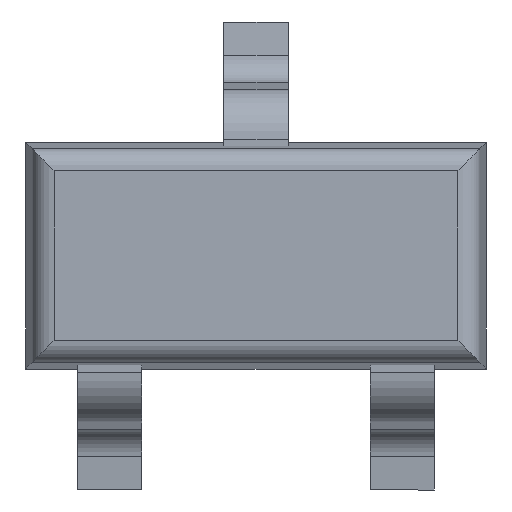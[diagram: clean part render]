
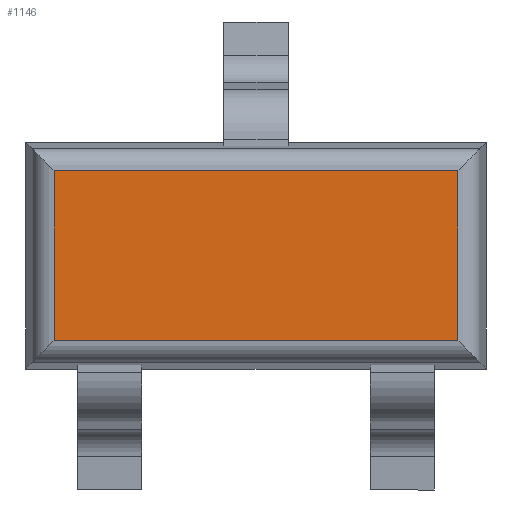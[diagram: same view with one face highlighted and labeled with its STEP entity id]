
A CAD part, top view. The second image highlights one B-rep face of the part: STEP entity #1146.
In plain terms, the highlighted planar face has unit normal (0, 0, 1).
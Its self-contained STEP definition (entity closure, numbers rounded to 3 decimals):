
#352=ORIENTED_EDGE('',*,*,#550,.T.);
#353=ORIENTED_EDGE('',*,*,#551,.T.);
#354=ORIENTED_EDGE('',*,*,#552,.T.);
#355=ORIENTED_EDGE('',*,*,#553,.T.);
#550=EDGE_CURVE('',#670,#671,#780,.T.);
#551=EDGE_CURVE('',#671,#672,#781,.T.);
#552=EDGE_CURVE('',#672,#673,#782,.T.);
#553=EDGE_CURVE('',#673,#670,#783,.T.);
#670=VERTEX_POINT('',#1927);
#671=VERTEX_POINT('',#1928);
#672=VERTEX_POINT('',#1930);
#673=VERTEX_POINT('',#1932);
#780=LINE('',#1926,#898);
#781=LINE('',#1929,#899);
#782=LINE('',#1931,#900);
#783=LINE('',#1933,#901);
#898=VECTOR('',#1585,1000.);
#899=VECTOR('',#1586,1000.);
#900=VECTOR('',#1587,1000.);
#901=VECTOR('',#1588,1000.);
#974=EDGE_LOOP('',(#352,#353,#354,#355));
#1040=FACE_BOUND('',#974,.T.);
#1088=PLANE('',#1294);
#1146=ADVANCED_FACE('',(#1040),#1088,.T.);
#1294=AXIS2_PLACEMENT_3D('',#1925,#1583,#1584);
#1583=DIRECTION('',(0.,0.,1.));
#1584=DIRECTION('',(1.,0.,0.));
#1585=DIRECTION('',(-1.,0.,0.));
#1586=DIRECTION('',(0.,-1.,0.));
#1587=DIRECTION('',(1.,0.,0.));
#1588=DIRECTION('',(0.,1.,0.));
#1925=CARTESIAN_POINT('',(0.,0.,0.25));
#1926=CARTESIAN_POINT('',(0.,0.69,0.25));
#1927=CARTESIAN_POINT('',(0.29,0.69,0.25));
#1928=CARTESIAN_POINT('',(-0.29,0.69,0.25));
#1929=CARTESIAN_POINT('',(-0.29,0.,0.25));
#1930=CARTESIAN_POINT('',(-0.29,-0.69,0.25));
#1931=CARTESIAN_POINT('',(0.,-0.69,0.25));
#1932=CARTESIAN_POINT('',(0.29,-0.69,0.25));
#1933=CARTESIAN_POINT('',(0.29,0.,0.25));
